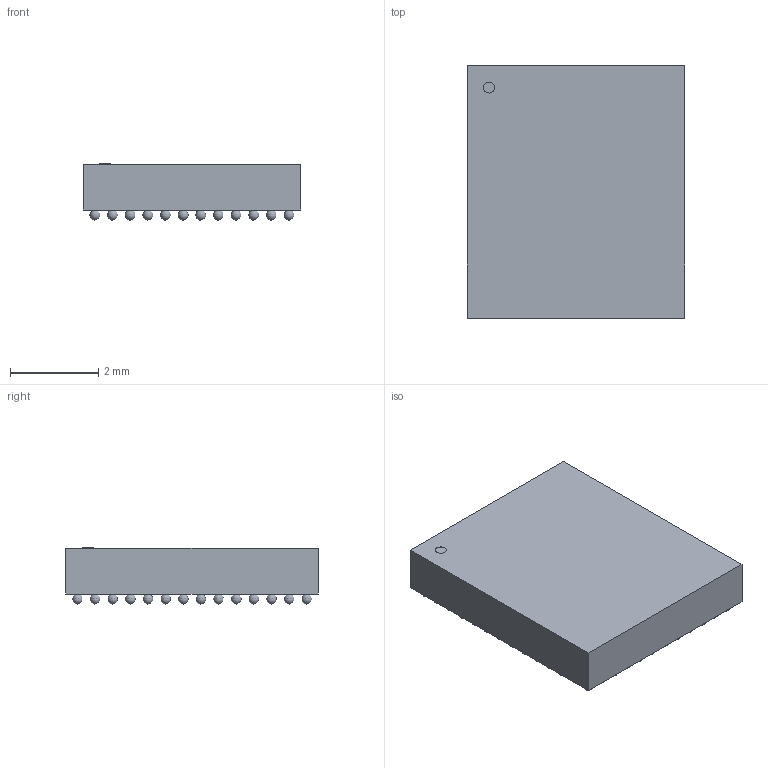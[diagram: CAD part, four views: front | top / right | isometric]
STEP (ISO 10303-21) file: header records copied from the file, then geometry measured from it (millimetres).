
FILE_DESCRIPTION(('STEP AP214'),'1');
FILE_NAME('WLCSP168','2022-02-14T15:33:52',(''),(''),'','','');
FILE_SCHEMA(('AUTOMOTIVE_DESIGN'));
Length unit declared in the file: millimetre
Products named in the file (1): product
Bounding box: 4.93 x 5.72 x 1.27 mm (x, y, z)
Volume: 30.4 mm3; surface area: 106.2 mm2
Topology: 170 solids, 170 shells, 177 faces, 519 edges, 346 vertices
Faces by surface type: sphere 168, plane 8, cylinder 1
Full cylindrical faces by diameter (mm): 0.246 x1
Entity records: 1768 total; most frequent: DIRECTION 374, CARTESIAN_POINT 191, AXIS2_PLACEMENT_3D 181, STYLED_ITEM 177, ADVANCED_FACE 177, MANIFOLD_SOLID_BREP 170, CLOSED_SHELL 170, SPHERICAL_SURFACE 168
